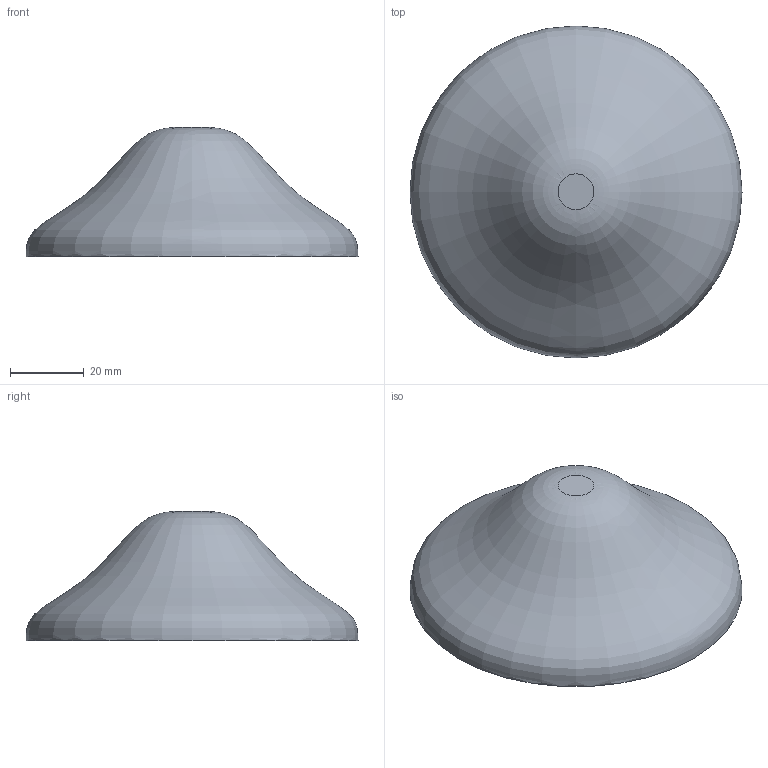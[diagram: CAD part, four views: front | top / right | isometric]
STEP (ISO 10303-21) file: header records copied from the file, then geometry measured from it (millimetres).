
FILE_DESCRIPTION(/* description */ (''),/* implementation_level */ '2;1');
FILE_NAME(/* name */ 'Plain Cap.step',/* time_stamp */ '2022-03-18T21:13:47+00:00',/* author */ (''),/* organization */ (''),/* preprocessor_version */ 'ST-DEVELOPER v18.1',/* originating_system */ 'Autodesk Translation Framework v10.13.0.1454',/* authorisation */ '');
FILE_SCHEMA (('AUTOMOTIVE_DESIGN { 1 0 10303 214 3 1 1 }'));
Length unit declared in the file: millimetre
Products named in the file (1): Plain Cap
Bounding box: 90 x 90 x 35 mm (x, y, z)
Volume: 28050.1 mm3; surface area: 19801.7 mm2
Topology: 1 solids, 1 shells, 17 faces, 35 edges, 23 vertices
Faces by surface type: cylinder 6, plane 5, bspline 4, torus 2
Full cylindrical faces by diameter (mm): 70.692 x1, 81.048 x1
Entity records: 1584 total; most frequent: CARTESIAN_POINT 1215, ORIENTED_EDGE 70, DIRECTION 64, EDGE_CURVE 35, AXIS2_PLACEMENT_3D 30, VERTEX_POINT 23, EDGE_LOOP 20, FACE_OUTER_BOUND 17
